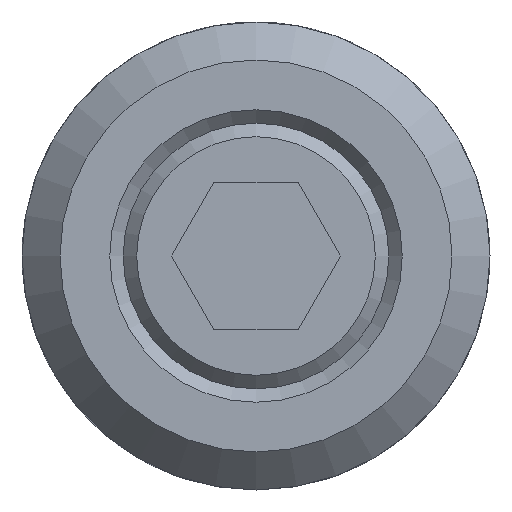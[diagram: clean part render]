
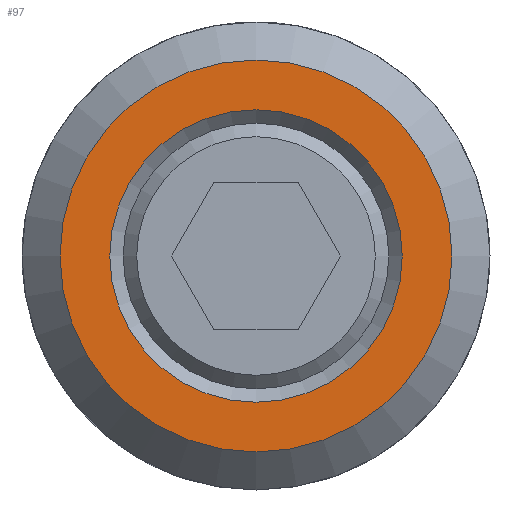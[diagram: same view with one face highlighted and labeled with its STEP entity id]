
A CAD part, left-side view. The second image highlights one B-rep face of the part: STEP entity #97.
In plain terms, the highlighted planar face has unit normal (-1, 0, 0).
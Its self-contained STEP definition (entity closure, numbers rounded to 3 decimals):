
#97 = ADVANCED_FACE( '', ( #210, #211 ), #212, .T. );
#210 = FACE_BOUND( '', #331, .T. );
#211 = FACE_OUTER_BOUND( '', #332, .T. );
#212 = PLANE( '', #333 );
#331 = EDGE_LOOP( '', ( #531 ) );
#332 = EDGE_LOOP( '', ( #532 ) );
#333 = AXIS2_PLACEMENT_3D( '', #533, #534, #535 );
#531 = ORIENTED_EDGE( '', *, *, #632, .T. );
#532 = ORIENTED_EDGE( '', *, *, #667, .F. );
#533 = CARTESIAN_POINT( '', ( 0., 6.7, 0. ) );
#534 = DIRECTION( '', ( -1., 0., 0. ) );
#535 = DIRECTION( '', ( 0., 0., 1. ) );
#632 = EDGE_CURVE( '', #728, #728, #729, .T. );
#667 = EDGE_CURVE( '', #789, #789, #790, .T. );
#728 = VERTEX_POINT( '', #867 );
#729 = CIRCLE( '', #868, 5. );
#789 = VERTEX_POINT( '', #941 );
#790 = CIRCLE( '', #942, 6.7 );
#867 = CARTESIAN_POINT( '', ( 0., 0., -5. ) );
#868 = AXIS2_PLACEMENT_3D( '', #1052, #1053, #1054 );
#941 = CARTESIAN_POINT( '', ( 0., 0., -6.7 ) );
#942 = AXIS2_PLACEMENT_3D( '', #1107, #1108, #1109 );
#1052 = CARTESIAN_POINT( '', ( 0., 0., 0. ) );
#1053 = DIRECTION( '', ( 1., 0., 0. ) );
#1054 = DIRECTION( '', ( 0., 0., -1. ) );
#1107 = CARTESIAN_POINT( '', ( 0., 0., 0. ) );
#1108 = DIRECTION( '', ( 1., 0., 0. ) );
#1109 = DIRECTION( '', ( 0., 0., -1. ) );
